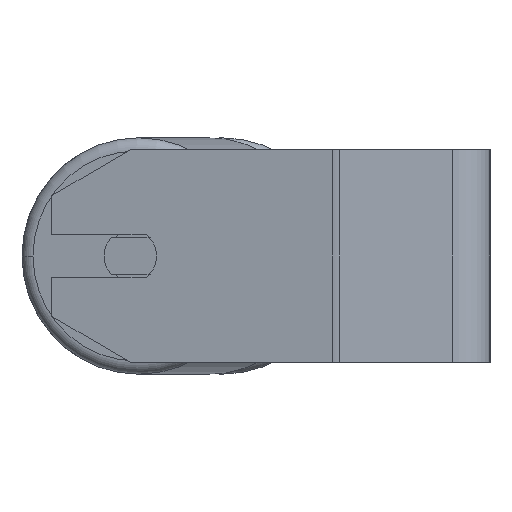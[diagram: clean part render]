
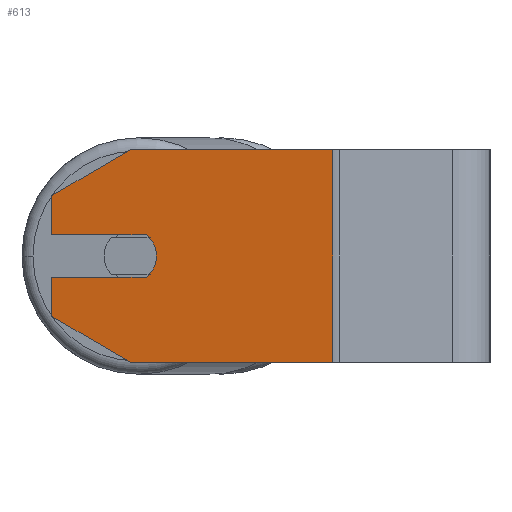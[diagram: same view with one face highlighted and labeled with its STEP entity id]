
A CAD part, left-side view. The second image highlights one B-rep face of the part: STEP entity #613.
In plain terms, the highlighted planar face has unit normal (-0.985, 0.174, 0).
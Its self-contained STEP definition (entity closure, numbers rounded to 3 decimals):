
#19 = LINE ( 'NONE', #7812, #4036 ) ;
#245 = VECTOR ( 'NONE', #7018, 1000. ) ;
#406 = LINE ( 'NONE', #5615, #1208 ) ;
#412 = CARTESIAN_POINT ( 'NONE',  ( -286.338, 135.375, 0. ) ) ;
#560 = CARTESIAN_POINT ( 'NONE',  ( -287.38, 129.466, -8. ) ) ;
#573 = EDGE_CURVE ( 'NONE', #2862, #6711, #1540, .T. ) ;
#613 = ADVANCED_FACE ( 'NONE', ( #3182 ), #5155, .F. ) ;
#723 = CARTESIAN_POINT ( 'NONE',  ( -281.129, 164.919, 40. ) ) ;
#783 = VERTEX_POINT ( 'NONE', #2239 ) ;
#839 = CARTESIAN_POINT ( 'NONE',  ( -281.129, 164.919, 22.679 ) ) ;
#985 = DIRECTION ( 'NONE',  ( -0.15, -0.853, -0.5 ) ) ;
#1166 = CARTESIAN_POINT ( 'NONE',  ( -299.787, 59.102, 40. ) ) ;
#1208 = VECTOR ( 'NONE', #1774, 1000. ) ;
#1212 = CARTESIAN_POINT ( 'NONE',  ( -281.129, 164.919, -22.679 ) ) ;
#1433 = VERTEX_POINT ( 'NONE', #7209 ) ;
#1520 = DIRECTION ( 'NONE',  ( 0.15, 0.853, -0.5 ) ) ;
#1540 = CIRCLE ( 'NONE', #2892, 10. ) ;
#1652 = DIRECTION ( 'NONE',  ( -0.985, 0.174, 0. ) ) ;
#1689 = VECTOR ( 'NONE', #5880, 1000. ) ;
#1756 = ORIENTED_EDGE ( 'NONE', *, *, #1859, .F. ) ;
#1774 = DIRECTION ( 'NONE',  ( 0., 0., -1. ) ) ;
#1815 = LINE ( 'NONE', #6971, #245 ) ;
#1818 = VERTEX_POINT ( 'NONE', #4047 ) ;
#1859 = EDGE_CURVE ( 'NONE', #783, #2411, #3960, .T. ) ;
#1952 = ORIENTED_EDGE ( 'NONE', *, *, #573, .F. ) ;
#1981 = DIRECTION ( 'NONE',  ( -0.174, -0.985, 0. ) ) ;
#1993 = DIRECTION ( 'NONE',  ( 0.985, -0.174, 0. ) ) ;
#2007 = VECTOR ( 'NONE', #6913, 1000. ) ;
#2103 = ORIENTED_EDGE ( 'NONE', *, *, #4200, .F. ) ;
#2239 = CARTESIAN_POINT ( 'NONE',  ( -286.338, 135.375, 40. ) ) ;
#2411 = VERTEX_POINT ( 'NONE', #1166 ) ;
#2554 = VERTEX_POINT ( 'NONE', #5138 ) ;
#2862 = VERTEX_POINT ( 'NONE', #6408 ) ;
#2892 = AXIS2_PLACEMENT_3D ( 'NONE', #412, #1652, #2977 ) ;
#2968 = VERTEX_POINT ( 'NONE', #3460 ) ;
#2977 = DIRECTION ( 'NONE',  ( -0.174, -0.985, 0. ) ) ;
#3052 = VERTEX_POINT ( 'NONE', #3124 ) ;
#3097 = ORIENTED_EDGE ( 'NONE', *, *, #6929, .T. ) ;
#3124 = CARTESIAN_POINT ( 'NONE',  ( -286.338, 135.375, -40. ) ) ;
#3159 = ORIENTED_EDGE ( 'NONE', *, *, #5792, .F. ) ;
#3162 = LINE ( 'NONE', #560, #7281 ) ;
#3176 = ORIENTED_EDGE ( 'NONE', *, *, #5547, .T. ) ;
#3182 = FACE_OUTER_BOUND ( 'NONE', #3300, .T. ) ;
#3233 = CARTESIAN_POINT ( 'NONE',  ( -281.129, 164.919, 40. ) ) ;
#3271 = DIRECTION ( 'NONE',  ( 0.174, 0.985, 0. ) ) ;
#3300 = EDGE_LOOP ( 'NONE', ( #1952, #2103, #3097, #4453, #3176, #3503, #1756, #4714, #7008, #3159, #5366 ) ) ;
#3460 = CARTESIAN_POINT ( 'NONE',  ( -281.129, 164.919, 8. ) ) ;
#3503 = ORIENTED_EDGE ( 'NONE', *, *, #6993, .F. ) ;
#3523 = CARTESIAN_POINT ( 'NONE',  ( -288.075, 125.527, 0. ) ) ;
#3857 = LINE ( 'NONE', #5784, #4191 ) ;
#3953 = CARTESIAN_POINT ( 'NONE',  ( -286.338, 135.375, 0. ) ) ;
#3960 = LINE ( 'NONE', #723, #1689 ) ;
#4036 = VECTOR ( 'NONE', #1981, 1000. ) ;
#4047 = CARTESIAN_POINT ( 'NONE',  ( -281.129, 164.919, -8. ) ) ;
#4191 = VECTOR ( 'NONE', #6549, 1000. ) ;
#4200 = EDGE_CURVE ( 'NONE', #1818, #2862, #3162, .T. ) ;
#4213 = VERTEX_POINT ( 'NONE', #1212 ) ;
#4453 = ORIENTED_EDGE ( 'NONE', *, *, #4522, .T. ) ;
#4522 = EDGE_CURVE ( 'NONE', #4213, #3052, #6358, .T. ) ;
#4714 = ORIENTED_EDGE ( 'NONE', *, *, #5192, .T. ) ;
#5138 = CARTESIAN_POINT ( 'NONE',  ( -281.129, 164.919, 22.679 ) ) ;
#5155 = PLANE ( 'NONE',  #5628 ) ;
#5192 = EDGE_CURVE ( 'NONE', #783, #2554, #6597, .T. ) ;
#5342 = CARTESIAN_POINT ( 'NONE',  ( -287.38, 129.466, 8. ) ) ;
#5366 = ORIENTED_EDGE ( 'NONE', *, *, #6625, .F. ) ;
#5547 = EDGE_CURVE ( 'NONE', #3052, #1433, #19, .T. ) ;
#5615 = CARTESIAN_POINT ( 'NONE',  ( -281.129, 164.919, 40. ) ) ;
#5628 = AXIS2_PLACEMENT_3D ( 'NONE', #3233, #1993, #3271 ) ;
#5717 = CARTESIAN_POINT ( 'NONE',  ( -286.338, 135.375, -40. ) ) ;
#5757 = LINE ( 'NONE', #7425, #2007 ) ;
#5784 = CARTESIAN_POINT ( 'NONE',  ( -299.787, 59.102, 40. ) ) ;
#5792 = EDGE_CURVE ( 'NONE', #7492, #2968, #5757, .T. ) ;
#5880 = DIRECTION ( 'NONE',  ( -0.174, -0.985, 0. ) ) ;
#6358 = LINE ( 'NONE', #5717, #6615 ) ;
#6408 = CARTESIAN_POINT ( 'NONE',  ( -287.38, 129.466, -8. ) ) ;
#6512 = CIRCLE ( 'NONE', #7455, 10. ) ;
#6549 = DIRECTION ( 'NONE',  ( 0., 0., -1. ) ) ;
#6559 = DIRECTION ( 'NONE',  ( -0.985, 0.174, 0. ) ) ;
#6597 = LINE ( 'NONE', #839, #7295 ) ;
#6615 = VECTOR ( 'NONE', #985, 1000. ) ;
#6625 = EDGE_CURVE ( 'NONE', #6711, #7492, #6512, .T. ) ;
#6711 = VERTEX_POINT ( 'NONE', #3523 ) ;
#6913 = DIRECTION ( 'NONE',  ( 0.174, 0.985, 0. ) ) ;
#6929 = EDGE_CURVE ( 'NONE', #1818, #4213, #1815, .T. ) ;
#6971 = CARTESIAN_POINT ( 'NONE',  ( -281.129, 164.919, 40. ) ) ;
#6986 = EDGE_CURVE ( 'NONE', #2554, #2968, #406, .T. ) ;
#6993 = EDGE_CURVE ( 'NONE', #2411, #1433, #3857, .T. ) ;
#7008 = ORIENTED_EDGE ( 'NONE', *, *, #6986, .T. ) ;
#7018 = DIRECTION ( 'NONE',  ( 0., 0., -1. ) ) ;
#7209 = CARTESIAN_POINT ( 'NONE',  ( -299.787, 59.102, -40. ) ) ;
#7281 = VECTOR ( 'NONE', #8194, 1000. ) ;
#7295 = VECTOR ( 'NONE', #1520, 1000. ) ;
#7425 = CARTESIAN_POINT ( 'NONE',  ( -287.38, 129.466, 8. ) ) ;
#7455 = AXIS2_PLACEMENT_3D ( 'NONE', #3953, #6559, #7828 ) ;
#7492 = VERTEX_POINT ( 'NONE', #5342 ) ;
#7812 = CARTESIAN_POINT ( 'NONE',  ( -281.129, 164.919, -40. ) ) ;
#7828 = DIRECTION ( 'NONE',  ( -0.174, -0.985, 0. ) ) ;
#8194 = DIRECTION ( 'NONE',  ( -0.174, -0.985, 0. ) ) ;
